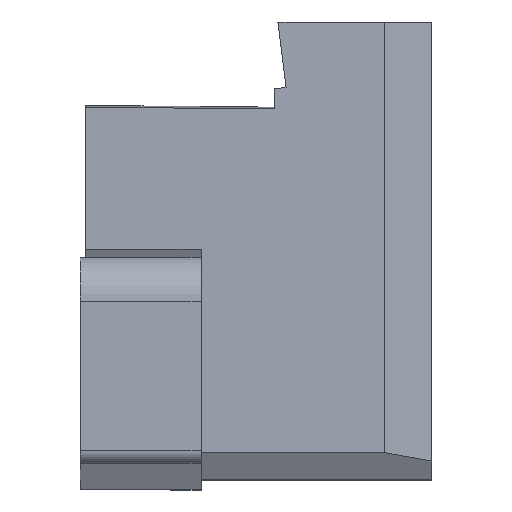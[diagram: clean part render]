
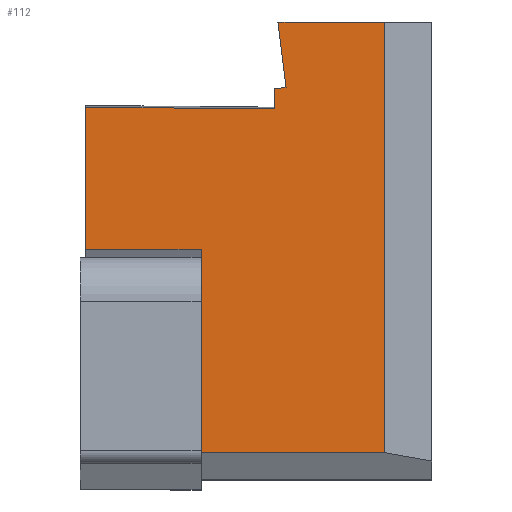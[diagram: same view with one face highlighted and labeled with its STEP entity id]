
A CAD part, left-side view. The second image highlights one B-rep face of the part: STEP entity #112.
In plain terms, the highlighted planar face has unit normal (-1, -0.007, 0).
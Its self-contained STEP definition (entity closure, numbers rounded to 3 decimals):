
#112=ADVANCED_FACE('',(#155),#136,.T.);
#136=PLANE('',#603);
#155=FACE_OUTER_BOUND('',#179,.T.);
#179=EDGE_LOOP('',(#236,#237,#238,#239,#240,#241,#242,#243,#244,#245));
#236=ORIENTED_EDGE('',*,*,#389,.T.);
#237=ORIENTED_EDGE('',*,*,#387,.F.);
#238=ORIENTED_EDGE('',*,*,#384,.F.);
#239=ORIENTED_EDGE('',*,*,#381,.T.);
#240=ORIENTED_EDGE('',*,*,#378,.T.);
#241=ORIENTED_EDGE('',*,*,#375,.T.);
#242=ORIENTED_EDGE('',*,*,#372,.F.);
#243=ORIENTED_EDGE('',*,*,#390,.T.);
#244=ORIENTED_EDGE('',*,*,#391,.T.);
#245=ORIENTED_EDGE('',*,*,#392,.T.);
#331=VERTEX_POINT('',#792);
#333=VERTEX_POINT('',#795);
#335=VERTEX_POINT('',#801);
#337=VERTEX_POINT('',#807);
#339=VERTEX_POINT('',#813);
#341=VERTEX_POINT('',#819);
#342=VERTEX_POINT('',#824);
#343=VERTEX_POINT('',#828);
#344=VERTEX_POINT('',#830);
#345=VERTEX_POINT('',#832);
#372=EDGE_CURVE('',#331,#333,#431,.T.);
#375=EDGE_CURVE('',#335,#333,#434,.T.);
#378=EDGE_CURVE('',#337,#335,#437,.T.);
#381=EDGE_CURVE('',#339,#337,#440,.T.);
#384=EDGE_CURVE('',#339,#341,#443,.T.);
#387=EDGE_CURVE('',#341,#342,#446,.T.);
#389=EDGE_CURVE('',#343,#342,#448,.T.);
#390=EDGE_CURVE('',#331,#344,#449,.T.);
#391=EDGE_CURVE('',#344,#345,#450,.T.);
#392=EDGE_CURVE('',#345,#343,#451,.T.);
#431=LINE('',#794,#481);
#434=LINE('',#800,#484);
#437=LINE('',#806,#487);
#440=LINE('',#812,#490);
#443=LINE('',#818,#493);
#446=LINE('',#823,#496);
#448=LINE('',#827,#498);
#449=LINE('',#829,#499);
#450=LINE('',#831,#500);
#451=LINE('',#833,#501);
#481=VECTOR('',#652,1.);
#484=VECTOR('',#657,1.);
#487=VECTOR('',#662,1.);
#490=VECTOR('',#667,1.);
#493=VECTOR('',#672,1.);
#496=VECTOR('',#677,1.);
#498=VECTOR('',#681,1.);
#499=VECTOR('',#682,1.);
#500=VECTOR('',#683,1.);
#501=VECTOR('',#684,1.);
#603=AXIS2_PLACEMENT_3D('',#834,#685,#686);
#652=DIRECTION('',(0.007,-1.,-0.009));
#657=DIRECTION('',(0.,0.009,-1.));
#662=DIRECTION('',(-0.007,0.993,-0.122));
#667=DIRECTION('',(0.001,-0.122,-0.993));
#672=DIRECTION('',(0.007,-1.,0.));
#677=DIRECTION('',(0.,0.,-1.));
#681=DIRECTION('',(0.007,-1.,-0.001));
#682=DIRECTION('',(0.,0.,-1.));
#683=DIRECTION('',(0.007,-1.,0.));
#684=DIRECTION('',(0.,0.,-1.));
#685=DIRECTION('',(-1.,-0.007,0.));
#686=DIRECTION('',(0.007,-1.,0.));
#792=CARTESIAN_POINT('',(0.,31.5,-0.159));
#794=CARTESIAN_POINT('',(0.121,14.155,-0.309));
#795=CARTESIAN_POINT('',(0.12,14.302,-0.308));
#800=CARTESIAN_POINT('',(0.12,14.266,3.877));
#801=CARTESIAN_POINT('',(0.12,14.286,1.52));
#806=CARTESIAN_POINT('',(0.109,15.829,1.33));
#807=CARTESIAN_POINT('',(0.127,13.269,1.645));
#812=CARTESIAN_POINT('',(0.127,13.266,1.624));
#813=CARTESIAN_POINT('',(0.122,14.,7.6));
#818=CARTESIAN_POINT('',(0.22,-0.068,7.6));
#819=CARTESIAN_POINT('',(0.19,4.31,7.6));
#823=CARTESIAN_POINT('',(0.19,4.31,-14.4));
#824=CARTESIAN_POINT('',(0.19,4.31,-31.599));
#827=CARTESIAN_POINT('',(0.307,-12.458,-31.619));
#828=CARTESIAN_POINT('',(0.073,21.,-31.578));
#829=CARTESIAN_POINT('',(0.,31.5,-14.4));
#830=CARTESIAN_POINT('',(0.,31.5,-13.084));
#831=CARTESIAN_POINT('',(0.,31.507,-13.084));
#832=CARTESIAN_POINT('',(0.073,21.,-13.081));
#833=CARTESIAN_POINT('',(0.073,21.,-39.863));
#834=CARTESIAN_POINT('',(0.,31.5,-39.863));
